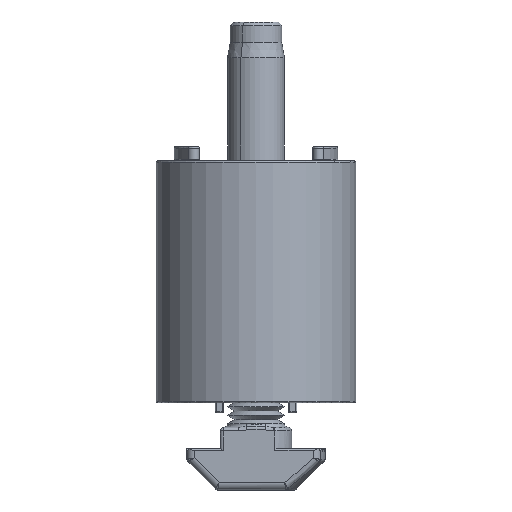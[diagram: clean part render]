
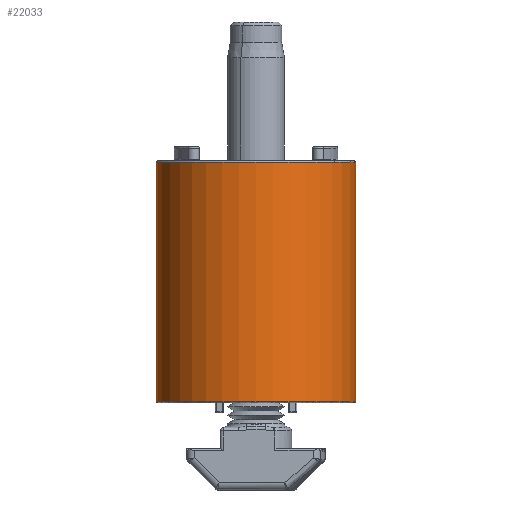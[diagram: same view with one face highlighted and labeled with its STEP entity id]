
A CAD part, front view. The second image highlights one B-rep face of the part: STEP entity #22033.
In plain terms, the highlighted cylindrical face has radius 14 mm (diameter 28 mm), a partial arc.
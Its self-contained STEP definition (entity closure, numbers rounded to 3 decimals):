
#574 = CARTESIAN_POINT ( 'NONE',  ( 0., 0., 16.8 ) ) ;
#3052 = VERTEX_POINT ( 'NONE', #19454 ) ;
#4149 = DIRECTION ( 'NONE',  ( -1., 0., 0. ) ) ;
#5018 = CIRCLE ( 'NONE', #28650, 14. ) ;
#5096 = EDGE_CURVE ( 'NONE', #28860, #39030, #39798, .T. ) ;
#5205 = DIRECTION ( 'NONE',  ( 0., 0., -1. ) ) ;
#8587 = AXIS2_PLACEMENT_3D ( 'NONE', #24125, #41057, #17122 ) ;
#10670 = CARTESIAN_POINT ( 'NONE',  ( 14., 0., 16.8 ) ) ;
#10967 = VERTEX_POINT ( 'NONE', #10670 ) ;
#12202 = CARTESIAN_POINT ( 'NONE',  ( -14., 0., -16.8 ) ) ;
#12563 = CYLINDRICAL_SURFACE ( 'NONE', #8587, 14. ) ;
#13048 = VECTOR ( 'NONE', #5205, 1000. ) ;
#14173 = LINE ( 'NONE', #19450, #13048 ) ;
#17122 = DIRECTION ( 'NONE',  ( -1., 0., 0. ) ) ;
#19450 = CARTESIAN_POINT ( 'NONE',  ( -14., 0., 17. ) ) ;
#19454 = CARTESIAN_POINT ( 'NONE',  ( -14., 0., 16.8 ) ) ;
#19491 = LINE ( 'NONE', #29758, #36774 ) ;
#22033 = ADVANCED_FACE ( 'NONE', ( #43385 ), #12563, .T. ) ;
#24018 = EDGE_CURVE ( 'NONE', #10967, #3052, #5018, .T. ) ;
#24125 = CARTESIAN_POINT ( 'NONE',  ( 0., 0., 17. ) ) ;
#25540 = DIRECTION ( 'NONE',  ( 0., 0., -1. ) ) ;
#28650 = AXIS2_PLACEMENT_3D ( 'NONE', #574, #25540, #4149 ) ;
#28860 = VERTEX_POINT ( 'NONE', #12202 ) ;
#29483 = ORIENTED_EDGE ( 'NONE', *, *, #44924, .T. ) ;
#29758 = CARTESIAN_POINT ( 'NONE',  ( 14., 0., 17. ) ) ;
#31758 = ORIENTED_EDGE ( 'NONE', *, *, #43720, .F. ) ;
#33166 = DIRECTION ( 'NONE',  ( 0., 0., -1. ) ) ;
#35439 = ORIENTED_EDGE ( 'NONE', *, *, #24018, .T. ) ;
#36150 = DIRECTION ( 'NONE',  ( -1., 0., 0. ) ) ;
#36300 = DIRECTION ( 'NONE',  ( 0., 0., 1. ) ) ;
#36378 = AXIS2_PLACEMENT_3D ( 'NONE', #36440, #36300, #36150 ) ;
#36440 = CARTESIAN_POINT ( 'NONE',  ( 0., 0., -16.8 ) ) ;
#36774 = VECTOR ( 'NONE', #33166, 1000. ) ;
#37692 = ORIENTED_EDGE ( 'NONE', *, *, #5096, .T. ) ;
#38173 = CARTESIAN_POINT ( 'NONE',  ( 14., 0., -16.8 ) ) ;
#38291 = EDGE_LOOP ( 'NONE', ( #31758, #35439, #29483, #37692 ) ) ;
#39030 = VERTEX_POINT ( 'NONE', #38173 ) ;
#39798 = CIRCLE ( 'NONE', #36378, 14. ) ;
#41057 = DIRECTION ( 'NONE',  ( 0., 0., -1. ) ) ;
#43385 = FACE_OUTER_BOUND ( 'NONE', #38291, .T. ) ;
#43720 = EDGE_CURVE ( 'NONE', #10967, #39030, #19491, .T. ) ;
#44924 = EDGE_CURVE ( 'NONE', #3052, #28860, #14173, .T. ) ;
